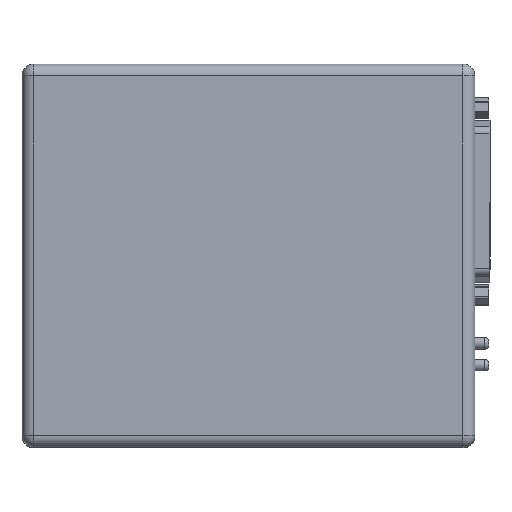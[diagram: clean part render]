
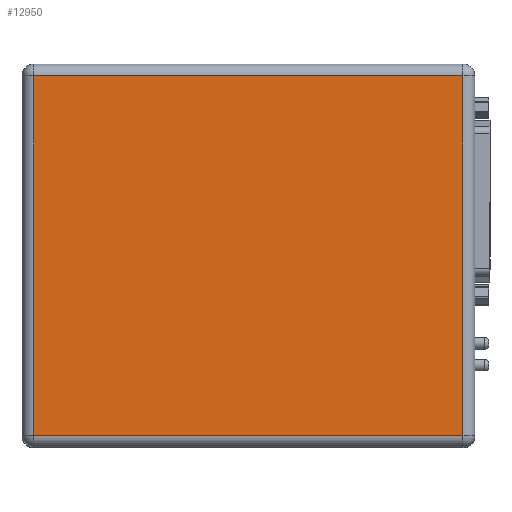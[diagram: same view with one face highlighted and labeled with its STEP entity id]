
A CAD part, top view. The second image highlights one B-rep face of the part: STEP entity #12950.
In plain terms, the highlighted planar face has unit normal (0, 0, 1).
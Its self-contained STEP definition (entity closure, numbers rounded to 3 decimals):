
#256 = LINE ( 'NONE', #3910, #3059 ) ;
#522 = EDGE_CURVE ( 'NONE', #5466, #853, #5934, .T. ) ;
#629 = VERTEX_POINT ( 'NONE', #7126 ) ;
#853 = VERTEX_POINT ( 'NONE', #7765 ) ;
#1067 = ORIENTED_EDGE ( 'NONE', *, *, #522, .T. ) ;
#1220 = AXIS2_PLACEMENT_3D ( 'NONE', #15506, #10737, #4504 ) ;
#1264 = ORIENTED_EDGE ( 'NONE', *, *, #1696, .T. ) ;
#1696 = EDGE_CURVE ( 'NONE', #7433, #629, #256, .T. ) ;
#1938 = DIRECTION ( 'NONE',  ( 0., 1., 0. ) ) ;
#2976 = LINE ( 'NONE', #15397, #6180 ) ;
#3059 = VECTOR ( 'NONE', #14796, 1000. ) ;
#3498 = EDGE_CURVE ( 'NONE', #853, #7433, #11867, .T. ) ;
#3910 = CARTESIAN_POINT ( 'NONE',  ( 0., -45.25, 95.4 ) ) ;
#4504 = DIRECTION ( 'NONE',  ( 1., 0., 0. ) ) ;
#5466 = VERTEX_POINT ( 'NONE', #5770 ) ;
#5522 = DIRECTION ( 'NONE',  ( -1., 0., 0. ) ) ;
#5770 = CARTESIAN_POINT ( 'NONE',  ( 54., 45.25, 95.4 ) ) ;
#5934 = LINE ( 'NONE', #6799, #13724 ) ;
#6180 = VECTOR ( 'NONE', #1938, 1000. ) ;
#6670 = ORIENTED_EDGE ( 'NONE', *, *, #7770, .T. ) ;
#6799 = CARTESIAN_POINT ( 'NONE',  ( 0., 45.25, 95.4 ) ) ;
#7126 = CARTESIAN_POINT ( 'NONE',  ( 54., -45.25, 95.4 ) ) ;
#7433 = VERTEX_POINT ( 'NONE', #13430 ) ;
#7765 = CARTESIAN_POINT ( 'NONE',  ( -54., 45.25, 95.4 ) ) ;
#7770 = EDGE_CURVE ( 'NONE', #629, #5466, #2976, .T. ) ;
#7984 = DIRECTION ( 'NONE',  ( 0., -1., 0. ) ) ;
#8121 = VECTOR ( 'NONE', #7984, 1000. ) ;
#9231 = PLANE ( 'NONE',  #1220 ) ;
#9658 = ORIENTED_EDGE ( 'NONE', *, *, #3498, .T. ) ;
#10737 = DIRECTION ( 'NONE',  ( 0., 0., -1. ) ) ;
#11098 = CARTESIAN_POINT ( 'NONE',  ( -54., 0., 95.4 ) ) ;
#11867 = LINE ( 'NONE', #11098, #8121 ) ;
#12156 = EDGE_LOOP ( 'NONE', ( #9658, #1264, #6670, #1067 ) ) ;
#12650 = FACE_OUTER_BOUND ( 'NONE', #12156, .T. ) ;
#12950 = ADVANCED_FACE ( 'NONE', ( #12650 ), #9231, .F. ) ;
#13430 = CARTESIAN_POINT ( 'NONE',  ( -54., -45.25, 95.4 ) ) ;
#13724 = VECTOR ( 'NONE', #5522, 1000. ) ;
#14796 = DIRECTION ( 'NONE',  ( 1., 0., 0. ) ) ;
#15397 = CARTESIAN_POINT ( 'NONE',  ( 54., 0., 95.4 ) ) ;
#15506 = CARTESIAN_POINT ( 'NONE',  ( 0., 0., 95.4 ) ) ;
